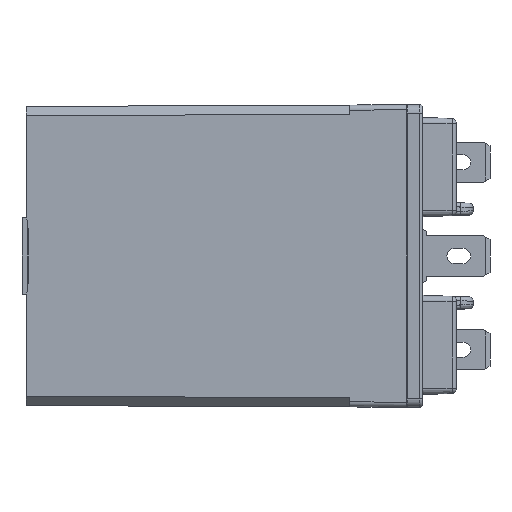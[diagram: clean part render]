
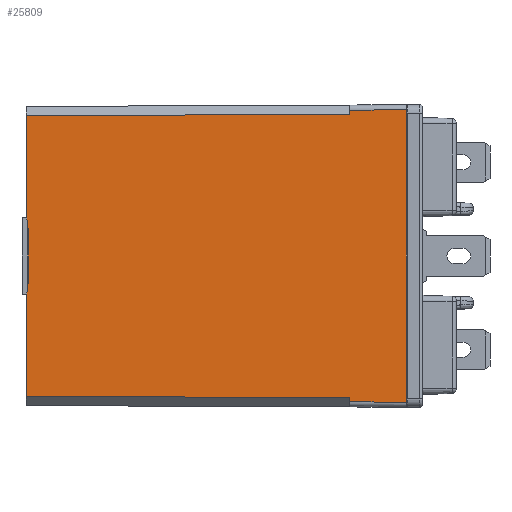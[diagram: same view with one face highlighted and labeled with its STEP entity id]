
A CAD part, front view. The second image highlights one B-rep face of the part: STEP entity #25809.
In plain terms, the highlighted planar face has unit normal (-0.004, -1, 0).
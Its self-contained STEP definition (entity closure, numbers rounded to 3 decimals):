
#30 = VECTOR ( 'NONE', #40607, 1000. ) ;
#411 = VERTEX_POINT ( 'NONE', #940 ) ;
#592 = LINE ( 'NONE', #25424, #15101 ) ;
#647 = CARTESIAN_POINT ( 'NONE',  ( 10.274, 8.347, -17.9 ) ) ;
#671 = EDGE_CURVE ( 'NONE', #15666, #6883, #36757, .T. ) ;
#940 = CARTESIAN_POINT ( 'NONE',  ( 3.574, 8.377, 16.726 ) ) ;
#1109 = LINE ( 'NONE', #33073, #33904 ) ;
#1172 = CARTESIAN_POINT ( 'NONE',  ( 10.274, 8.347, -17.9 ) ) ;
#1408 = VECTOR ( 'NONE', #21847, 1000. ) ;
#1628 = ORIENTED_EDGE ( 'NONE', *, *, #14676, .F. ) ;
#2702 = ORIENTED_EDGE ( 'NONE', *, *, #18026, .T. ) ;
#2739 = EDGE_CURVE ( 'NONE', #40188, #3341, #31398, .T. ) ;
#2841 = LINE ( 'NONE', #3455, #30 ) ;
#3341 = VERTEX_POINT ( 'NONE', #31255 ) ;
#3455 = CARTESIAN_POINT ( 'NONE',  ( 3.574, 8.377, -17.9 ) ) ;
#4730 = EDGE_CURVE ( 'NONE', #18882, #23039, #14587, .T. ) ;
#5050 = LINE ( 'NONE', #11809, #33358 ) ;
#5320 = EDGE_CURVE ( 'NONE', #411, #5820, #2841, .T. ) ;
#5556 = EDGE_CURVE ( 'NONE', #17915, #411, #21261, .T. ) ;
#5820 = VERTEX_POINT ( 'NONE', #14250 ) ;
#6883 = VERTEX_POINT ( 'NONE', #33331 ) ;
#7574 = ORIENTED_EDGE ( 'NONE', *, *, #671, .F. ) ;
#7727 = LINE ( 'NONE', #1172, #8272 ) ;
#8272 = VECTOR ( 'NONE', #28673, 1000. ) ;
#8444 = CARTESIAN_POINT ( 'NONE',  ( -34.726, 8.544, -17.9 ) ) ;
#8529 = EDGE_CURVE ( 'NONE', #40188, #30870, #24368, .T. ) ;
#8662 = CARTESIAN_POINT ( 'NONE',  ( 3.574, 8.377, -17.271 ) ) ;
#8878 = EDGE_CURVE ( 'NONE', #18882, #17915, #18365, .T. ) ;
#8980 = CARTESIAN_POINT ( 'NONE',  ( 10.276, 8.347, -17.3 ) ) ;
#9471 = DIRECTION ( 'NONE',  ( 0., 0., 1. ) ) ;
#9979 = ORIENTED_EDGE ( 'NONE', *, *, #8529, .T. ) ;
#11316 = ORIENTED_EDGE ( 'NONE', *, *, #5556, .F. ) ;
#11548 = AXIS2_PLACEMENT_3D ( 'NONE', #647, #12962, #9471 ) ;
#11599 = EDGE_CURVE ( 'NONE', #25292, #5820, #5050, .T. ) ;
#11720 = CARTESIAN_POINT ( 'NONE',  ( -31.215, 8.528, -23.086 ) ) ;
#11809 = CARTESIAN_POINT ( 'NONE',  ( 10.12, 8.348, 17.299 ) ) ;
#12590 = CARTESIAN_POINT ( 'NONE',  ( -34.726, 8.544, 16.657 ) ) ;
#12962 = DIRECTION ( 'NONE',  ( -0.004, -1., 0. ) ) ;
#13298 = CARTESIAN_POINT ( 'NONE',  ( 10.274, 8.347, 17.3 ) ) ;
#13610 = CARTESIAN_POINT ( 'NONE',  ( 10.274, 8.347, -17.3 ) ) ;
#14250 = CARTESIAN_POINT ( 'NONE',  ( 3.574, 8.377, 17.271 ) ) ;
#14487 = CARTESIAN_POINT ( 'NONE',  ( 10.211, 8.348, 16.738 ) ) ;
#14587 = LINE ( 'NONE', #11720, #18374 ) ;
#14676 = EDGE_CURVE ( 'NONE', #3341, #15666, #592, .T. ) ;
#14873 = CARTESIAN_POINT ( 'NONE',  ( -34.726, 8.544, -17.9 ) ) ;
#15101 = VECTOR ( 'NONE', #19486, 1000. ) ;
#15666 = VERTEX_POINT ( 'NONE', #25068 ) ;
#17662 = DIRECTION ( 'NONE',  ( 0., 0., 1. ) ) ;
#17915 = VERTEX_POINT ( 'NONE', #12590 ) ;
#17989 = CARTESIAN_POINT ( 'NONE',  ( -34.726, 8.544, 5. ) ) ;
#18026 = EDGE_CURVE ( 'NONE', #22803, #6883, #1109, .T. ) ;
#18061 = ORIENTED_EDGE ( 'NONE', *, *, #4730, .T. ) ;
#18122 = DIRECTION ( 'NONE',  ( 0., 0., -1. ) ) ;
#18365 = LINE ( 'NONE', #14873, #1408 ) ;
#18374 = VECTOR ( 'NONE', #40240, 1000. ) ;
#18412 = DIRECTION ( 'NONE',  ( 1., -0.004, -0.004 ) ) ;
#18882 = VERTEX_POINT ( 'NONE', #17989 ) ;
#19486 = DIRECTION ( 'NONE',  ( -1., 0.004, 0.002 ) ) ;
#20642 = EDGE_CURVE ( 'NONE', #23039, #22803, #36394, .T. ) ;
#21261 = LINE ( 'NONE', #14487, #30781 ) ;
#21847 = DIRECTION ( 'NONE',  ( 0., 0., 1. ) ) ;
#22202 = FACE_OUTER_BOUND ( 'NONE', #25871, .T. ) ;
#22376 = VECTOR ( 'NONE', #18122, 1000. ) ;
#22803 = VERTEX_POINT ( 'NONE', #37573 ) ;
#23039 = VERTEX_POINT ( 'NONE', #32810 ) ;
#24368 = LINE ( 'NONE', #8980, #32192 ) ;
#25068 = CARTESIAN_POINT ( 'NONE',  ( -34.726, 8.544, -16.657 ) ) ;
#25292 = VERTEX_POINT ( 'NONE', #13298 ) ;
#25424 = CARTESIAN_POINT ( 'NONE',  ( 10.276, 8.347, -16.738 ) ) ;
#25809 = ADVANCED_FACE ( 'NONE', ( #22202 ), #34719, .T. ) ;
#25871 = EDGE_LOOP ( 'NONE', ( #40602, #2702, #7574, #1628, #32235, #9979, #36996, #28277, #28808, #11316, #36048, #18061 ) ) ;
#27338 = EDGE_CURVE ( 'NONE', #30870, #25292, #7727, .T. ) ;
#28277 = ORIENTED_EDGE ( 'NONE', *, *, #11599, .T. ) ;
#28673 = DIRECTION ( 'NONE',  ( 0., 0., 1. ) ) ;
#28808 = ORIENTED_EDGE ( 'NONE', *, *, #5320, .F. ) ;
#30781 = VECTOR ( 'NONE', #33774, 1000. ) ;
#30870 = VERTEX_POINT ( 'NONE', #13610 ) ;
#31255 = CARTESIAN_POINT ( 'NONE',  ( 3.574, 8.377, -16.726 ) ) ;
#31398 = LINE ( 'NONE', #33152, #39291 ) ;
#32192 = VECTOR ( 'NONE', #18412, 1000. ) ;
#32235 = ORIENTED_EDGE ( 'NONE', *, *, #2739, .F. ) ;
#32810 = CARTESIAN_POINT ( 'NONE',  ( -34.476, 8.543, 3. ) ) ;
#33073 = CARTESIAN_POINT ( 'NONE',  ( -35.622, 8.548, -12.163 ) ) ;
#33152 = CARTESIAN_POINT ( 'NONE',  ( 3.574, 8.377, -17.9 ) ) ;
#33331 = CARTESIAN_POINT ( 'NONE',  ( -34.726, 8.544, -5. ) ) ;
#33355 = DIRECTION ( 'NONE',  ( -1., 0.004, -0.004 ) ) ;
#33357 = DIRECTION ( 'NONE',  ( 0., 0., 1. ) ) ;
#33358 = VECTOR ( 'NONE', #33355, 1000. ) ;
#33774 = DIRECTION ( 'NONE',  ( 1., -0.004, 0.002 ) ) ;
#33904 = VECTOR ( 'NONE', #35572, 1000. ) ;
#34677 = VECTOR ( 'NONE', #17662, 1000. ) ;
#34719 = PLANE ( 'NONE',  #11548 ) ;
#35572 = DIRECTION ( 'NONE',  ( -0.124, 0.001, -0.992 ) ) ;
#36048 = ORIENTED_EDGE ( 'NONE', *, *, #8878, .F. ) ;
#36200 = CARTESIAN_POINT ( 'NONE',  ( -34.476, 8.543, -17.9 ) ) ;
#36394 = LINE ( 'NONE', #36200, #22376 ) ;
#36757 = LINE ( 'NONE', #8444, #34677 ) ;
#36996 = ORIENTED_EDGE ( 'NONE', *, *, #27338, .T. ) ;
#37573 = CARTESIAN_POINT ( 'NONE',  ( -34.476, 8.543, -3. ) ) ;
#39291 = VECTOR ( 'NONE', #33357, 1000. ) ;
#40188 = VERTEX_POINT ( 'NONE', #8662 ) ;
#40240 = DIRECTION ( 'NONE',  ( 0.124, -0.001, -0.992 ) ) ;
#40602 = ORIENTED_EDGE ( 'NONE', *, *, #20642, .T. ) ;
#40607 = DIRECTION ( 'NONE',  ( 0., 0., 1. ) ) ;
